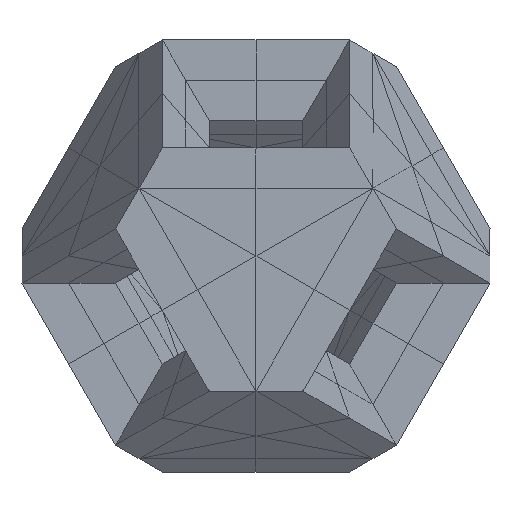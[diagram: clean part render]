
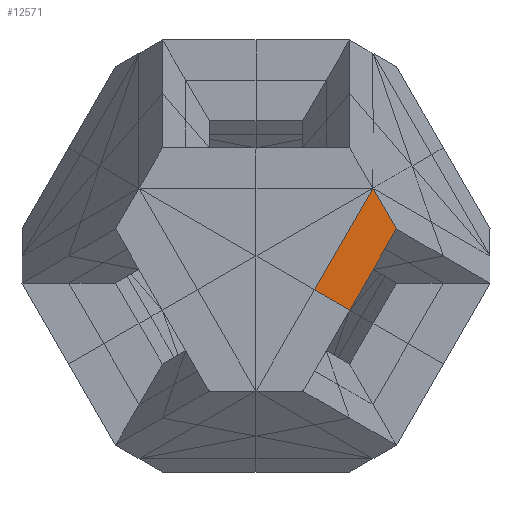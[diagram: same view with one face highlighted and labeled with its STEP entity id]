
A CAD part, isometric view. The second image highlights one B-rep face of the part: STEP entity #12571.
In plain terms, the highlighted free-form (B-spline) face has degree [3, 3] with [4, 4] control points.
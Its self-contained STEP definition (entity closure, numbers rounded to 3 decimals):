
#925 = CARTESIAN_POINT ( 'NONE',  ( 0., -0.416, 0.277 ) ) ;
#1009 = EDGE_CURVE ( 'NONE', #7784, #12933, #5357, .T. ) ;
#1041 = CARTESIAN_POINT ( 'NONE',  ( -0.058, -0.347, 0.289 ) ) ;
#1077 = CARTESIAN_POINT ( 'NONE',  ( -0.116, -0.347, 0.231 ) ) ;
#1184 = CARTESIAN_POINT ( 'NONE',  ( 0., -0.37, 0.324 ) ) ;
#1238 = B_SPLINE_SURFACE_WITH_KNOTS ( 'NONE', 3, 3, ( 
 ( #15204, #2468, #8105, #13798 ),
 ( #1077, #6724, #12406, #18071 ),
 ( #5325, #11002, #16679, #3947 ),
 ( #9600, #15296, #2561, #8191 ) ),
 .UNSPECIFIED., .F., .F., .F.,
 ( 4, 4 ),
 ( 4, 4 ),
 ( 0., 1. ),
 ( 0., 1. ),
 .UNSPECIFIED. ) ;
#1976 = EDGE_LOOP ( 'NONE', ( #7254, #5816, #18049, #16985 ) ) ;
#2468 = CARTESIAN_POINT ( 'NONE',  ( 0., -0.37, 0.324 ) ) ;
#2561 = CARTESIAN_POINT ( 'NONE',  ( -0.3, -0.393, 0. ) ) ;
#2621 = B_SPLINE_CURVE_WITH_KNOTS ( 'NONE', 3,
 ( #13761, #1041, #6681, #12369 ),
 .UNSPECIFIED., .F., .F.,
 ( 4, 4 ),
 ( 0., 0.5 ),
 .UNSPECIFIED. ) ;
#3027 = CARTESIAN_POINT ( 'NONE',  ( -0.092, -0.416, 0.185 ) ) ;
#3321 = CARTESIAN_POINT ( 'NONE',  ( -0.173, -0.347, 0.173 ) ) ;
#3558 = CARTESIAN_POINT ( 'NONE',  ( 0., -0.347, 0.347 ) ) ;
#3764 = EDGE_CURVE ( 'NONE', #5795, #12933, #2621, .T. ) ;
#3947 = CARTESIAN_POINT ( 'NONE',  ( -0.185, -0.416, 0.092 ) ) ;
#4104 = VERTEX_POINT ( 'NONE', #925 ) ;
#4699 = CARTESIAN_POINT ( 'NONE',  ( -0.139, -0.416, 0.139 ) ) ;
#5231 = FACE_OUTER_BOUND ( 'NONE', #1976, .T. ) ;
#5325 = CARTESIAN_POINT ( 'NONE',  ( -0.231, -0.347, 0.116 ) ) ;
#5357 = B_SPLINE_CURVE_WITH_KNOTS ( 'NONE', 3,
 ( #4699, #10371, #16059, #3321 ),
 .UNSPECIFIED., .F., .F.,
 ( 4, 4 ),
 ( 0., 0. ),
 .UNSPECIFIED. ) ;
#5795 = VERTEX_POINT ( 'NONE', #3558 ) ;
#5816 = ORIENTED_EDGE ( 'NONE', *, *, #6886, .T. ) ;
#6681 = CARTESIAN_POINT ( 'NONE',  ( -0.116, -0.347, 0.231 ) ) ;
#6724 = CARTESIAN_POINT ( 'NONE',  ( -0.108, -0.37, 0.216 ) ) ;
#6829 = CARTESIAN_POINT ( 'NONE',  ( 0., -0.347, 0.347 ) ) ;
#6886 = EDGE_CURVE ( 'NONE', #7784, #4104, #18074, .T. ) ;
#7254 = ORIENTED_EDGE ( 'NONE', *, *, #1009, .F. ) ;
#7784 = VERTEX_POINT ( 'NONE', #8053 ) ;
#8051 = EDGE_CURVE ( 'NONE', #4104, #5795, #14257, .T. ) ;
#8053 = CARTESIAN_POINT ( 'NONE',  ( -0.139, -0.416, 0.139 ) ) ;
#8105 = CARTESIAN_POINT ( 'NONE',  ( 0., -0.393, 0.3 ) ) ;
#8191 = CARTESIAN_POINT ( 'NONE',  ( -0.277, -0.416, 0. ) ) ;
#8206 = CARTESIAN_POINT ( 'NONE',  ( 0., -0.416, 0.277 ) ) ;
#8674 = CARTESIAN_POINT ( 'NONE',  ( -0.046, -0.416, 0.231 ) ) ;
#9600 = CARTESIAN_POINT ( 'NONE',  ( -0.347, -0.347, 0. ) ) ;
#10371 = CARTESIAN_POINT ( 'NONE',  ( -0.15, -0.393, 0.15 ) ) ;
#11002 = CARTESIAN_POINT ( 'NONE',  ( -0.216, -0.37, 0.108 ) ) ;
#12369 = CARTESIAN_POINT ( 'NONE',  ( -0.173, -0.347, 0.173 ) ) ;
#12406 = CARTESIAN_POINT ( 'NONE',  ( -0.1, -0.393, 0.2 ) ) ;
#12571 = ADVANCED_FACE ( 'NONE', ( #5231 ), #1238, .T. ) ;
#12933 = VERTEX_POINT ( 'NONE', #18118 ) ;
#13761 = CARTESIAN_POINT ( 'NONE',  ( 0., -0.347, 0.347 ) ) ;
#13798 = CARTESIAN_POINT ( 'NONE',  ( 0., -0.416, 0.277 ) ) ;
#13904 = CARTESIAN_POINT ( 'NONE',  ( 0., -0.393, 0.3 ) ) ;
#14257 = B_SPLINE_CURVE_WITH_KNOTS ( 'NONE', 3,
 ( #8206, #13904, #1184, #6829 ),
 .UNSPECIFIED., .F., .F.,
 ( 4, 4 ),
 ( 0., 1. ),
 .UNSPECIFIED. ) ;
#14360 = CARTESIAN_POINT ( 'NONE',  ( 0., -0.416, 0.277 ) ) ;
#15204 = CARTESIAN_POINT ( 'NONE',  ( 0., -0.347, 0.347 ) ) ;
#15296 = CARTESIAN_POINT ( 'NONE',  ( -0.324, -0.37, 0. ) ) ;
#15771 = CARTESIAN_POINT ( 'NONE',  ( -0.139, -0.416, 0.139 ) ) ;
#16059 = CARTESIAN_POINT ( 'NONE',  ( -0.162, -0.37, 0.162 ) ) ;
#16679 = CARTESIAN_POINT ( 'NONE',  ( -0.2, -0.393, 0.1 ) ) ;
#16985 = ORIENTED_EDGE ( 'NONE', *, *, #3764, .T. ) ;
#18049 = ORIENTED_EDGE ( 'NONE', *, *, #8051, .T. ) ;
#18071 = CARTESIAN_POINT ( 'NONE',  ( -0.092, -0.416, 0.185 ) ) ;
#18074 = B_SPLINE_CURVE_WITH_KNOTS ( 'NONE', 3,
 ( #15771, #3027, #8674, #14360 ),
 .UNSPECIFIED., .F., .F.,
 ( 4, 4 ),
 ( 0.5, 1. ),
 .UNSPECIFIED. ) ;
#18118 = CARTESIAN_POINT ( 'NONE',  ( -0.173, -0.347, 0.173 ) ) ;
